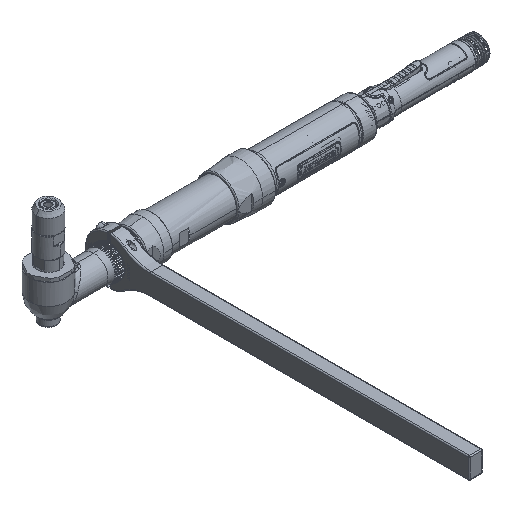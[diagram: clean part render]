
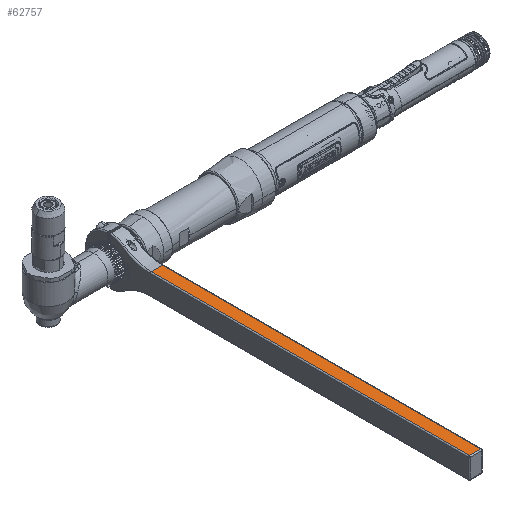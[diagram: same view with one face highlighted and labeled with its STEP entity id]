
A CAD part, isometric view. The second image highlights one B-rep face of the part: STEP entity #62757.
In plain terms, the highlighted planar face has unit normal (0, 0, 1).
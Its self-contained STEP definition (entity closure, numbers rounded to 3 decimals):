
#60668=DIRECTION('',(-1.,0.,0.));
#60669=VECTOR('',#60668,0.63);
#60670=CARTESIAN_POINT('',(-6.815,-2.289,0.588));
#60671=LINE('',#60670,#60669);
#61038=DIRECTION('',(0.,1.,0.));
#61039=VECTOR('',#61038,17.651);
#61040=CARTESIAN_POINT('',(-7.445,-19.94,0.588));
#61041=LINE('',#61040,#61039);
#61154=DIRECTION('',(0.,-1.,0.));
#61155=VECTOR('',#61154,17.651);
#61156=CARTESIAN_POINT('',(-6.815,-2.289,0.588));
#61157=LINE('',#61156,#61155);
#61250=DIRECTION('',(1.,0.,0.));
#61251=VECTOR('',#61250,0.63);
#61252=CARTESIAN_POINT('',(-7.445,-19.94,0.588));
#61253=LINE('',#61252,#61251);
#62020=CARTESIAN_POINT('',(-7.445,-19.94,0.588));
#62021=CARTESIAN_POINT('',(-7.445,-2.289,0.588));
#62022=VERTEX_POINT('',#62020);
#62023=VERTEX_POINT('',#62021);
#62063=CARTESIAN_POINT('',(-6.815,-2.289,0.588));
#62064=CARTESIAN_POINT('',(-6.815,-19.94,0.588));
#62065=VERTEX_POINT('',#62063);
#62066=VERTEX_POINT('',#62064);
#62742=CARTESIAN_POINT('',(-6.755,-20.,0.588));
#62743=DIRECTION('',(0.,0.,1.));
#62744=DIRECTION('',(0.,1.,0.));
#62745=AXIS2_PLACEMENT_3D('',#62742,#62743,#62744);
#62746=PLANE('',#62745);
#62748=ORIENTED_EDGE('',*,*,#62747,.T.);
#62750=ORIENTED_EDGE('',*,*,#62749,.F.);
#62752=ORIENTED_EDGE('',*,*,#62751,.T.);
#62754=ORIENTED_EDGE('',*,*,#62753,.F.);
#62755=EDGE_LOOP('',(#62748,#62750,#62752,#62754));
#62756=FACE_OUTER_BOUND('',#62755,.F.);
#62757=ADVANCED_FACE('',(#62756),#62746,.T.);
#62747=EDGE_CURVE('',#62022,#62023,#61041,.T.);
#62749=EDGE_CURVE('',#62065,#62023,#60671,.T.);
#62751=EDGE_CURVE('',#62065,#62066,#61157,.T.);
#62753=EDGE_CURVE('',#62022,#62066,#61253,.T.);
